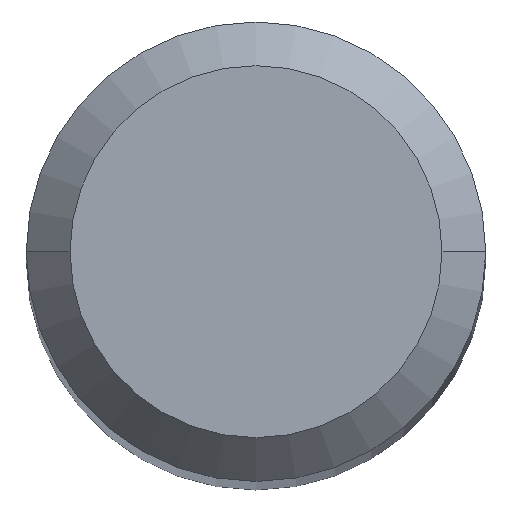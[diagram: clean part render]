
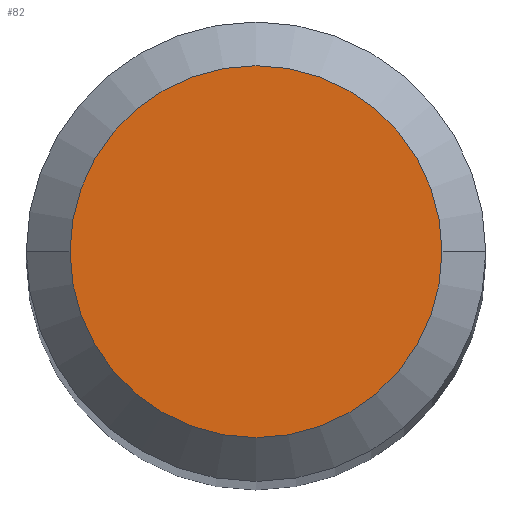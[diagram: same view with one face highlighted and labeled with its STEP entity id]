
A CAD part, top view. The second image highlights one B-rep face of the part: STEP entity #82.
In plain terms, the highlighted planar face has unit normal (0, 0, 1).
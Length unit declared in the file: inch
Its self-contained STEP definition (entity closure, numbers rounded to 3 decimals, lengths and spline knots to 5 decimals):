
#22 = DIRECTION ( 'NONE',  ( 0., 0., 1. ) ) ;
#34 = DIRECTION ( 'NONE',  ( 0., 0., 1. ) ) ;
#38 = DIRECTION ( 'NONE',  ( 1., 0., 0. ) ) ;
#56 = CIRCLE ( 'NONE', #118, 0.06375 ) ;
#76 = CARTESIAN_POINT ( 'NONE',  ( 0., 0., 0. ) ) ;
#82 = ADVANCED_FACE ( 'NONE', ( #388 ), #216, .F. ) ;
#89 = VERTEX_POINT ( 'NONE', #142 ) ;
#110 = DIRECTION ( 'NONE',  ( -1., 0., 0. ) ) ;
#118 = AXIS2_PLACEMENT_3D ( 'NONE', #76, #22, #302 ) ;
#122 = VERTEX_POINT ( 'NONE', #177 ) ;
#129 = ORIENTED_EDGE ( 'NONE', *, *, #415, .T. ) ;
#142 = CARTESIAN_POINT ( 'NONE',  ( 0.06375, 0., 0. ) ) ;
#150 = CIRCLE ( 'NONE', #305, 0.06375 ) ;
#177 = CARTESIAN_POINT ( 'NONE',  ( -0.06375, 0., 0. ) ) ;
#202 = EDGE_LOOP ( 'NONE', ( #129, #342 ) ) ;
#216 = PLANE ( 'NONE',  #427 ) ;
#220 = EDGE_CURVE ( 'NONE', #89, #122, #150, .T. ) ;
#282 = DIRECTION ( 'NONE',  ( 0., 0., -1. ) ) ;
#284 = CARTESIAN_POINT ( 'NONE',  ( 0., 0.06375, 0. ) ) ;
#302 = DIRECTION ( 'NONE',  ( 1., 0., 0. ) ) ;
#305 = AXIS2_PLACEMENT_3D ( 'NONE', #351, #34, #38 ) ;
#342 = ORIENTED_EDGE ( 'NONE', *, *, #220, .T. ) ;
#351 = CARTESIAN_POINT ( 'NONE',  ( 0., 0., 0. ) ) ;
#388 = FACE_OUTER_BOUND ( 'NONE', #202, .T. ) ;
#415 = EDGE_CURVE ( 'NONE', #122, #89, #56, .T. ) ;
#427 = AXIS2_PLACEMENT_3D ( 'NONE', #284, #282, #110 ) ;
